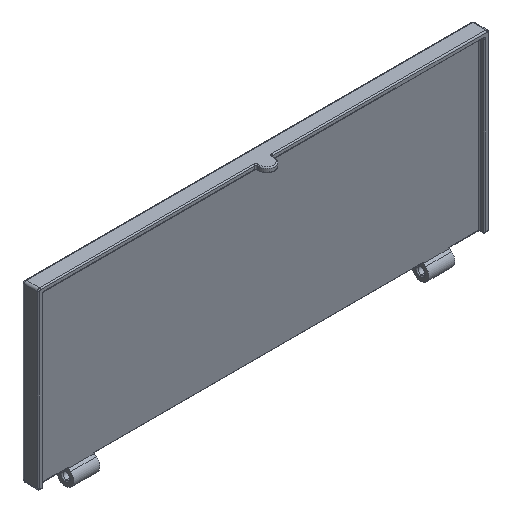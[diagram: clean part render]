
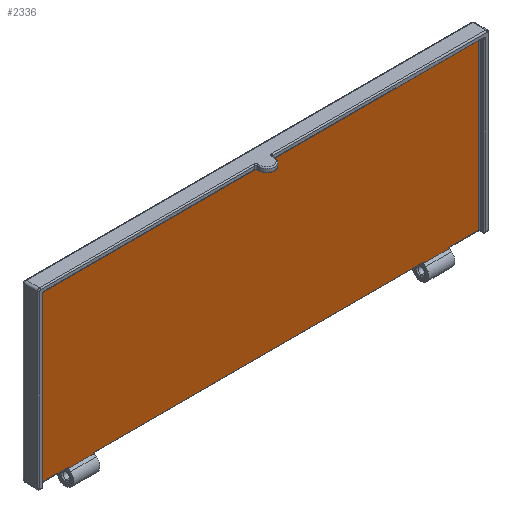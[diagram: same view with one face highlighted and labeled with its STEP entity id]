
A CAD part, isometric view. The second image highlights one B-rep face of the part: STEP entity #2336.
In plain terms, the highlighted planar face has unit normal (0, -1, 0).
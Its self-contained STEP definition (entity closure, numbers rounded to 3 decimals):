
#9 = VECTOR ( 'NONE', #238, 1000. ) ;
#16 = AXIS2_PLACEMENT_3D ( 'NONE', #1155, #930, #1654 ) ;
#63 = CARTESIAN_POINT ( 'NONE',  ( 138.4, 0., -61.6 ) ) ;
#71 = EDGE_LOOP ( 'NONE', ( #1555, #2712, #1572, #641, #1463, #1025, #160, #1844, #599, #728, #2772, #750 ) ) ;
#78 = LINE ( 'NONE', #743, #1276 ) ;
#94 = EDGE_CURVE ( 'NONE', #935, #2630, #2548, .T. ) ;
#160 = ORIENTED_EDGE ( 'NONE', *, *, #1577, .T. ) ;
#181 = LINE ( 'NONE', #2157, #1790 ) ;
#192 = LINE ( 'NONE', #2852, #2347 ) ;
#206 = LINE ( 'NONE', #244, #1693 ) ;
#238 = DIRECTION ( 'NONE',  ( -1., 0., 0. ) ) ;
#244 = CARTESIAN_POINT ( 'NONE',  ( 157.8, 0., 0. ) ) ;
#290 = VECTOR ( 'NONE', #314, 1000. ) ;
#314 = DIRECTION ( 'NONE',  ( 0., 0., 1. ) ) ;
#315 = FACE_OUTER_BOUND ( 'NONE', #71, .T. ) ;
#438 = CARTESIAN_POINT ( 'NONE',  ( 157.8, 0., -2.2 ) ) ;
#486 = LINE ( 'NONE', #1601, #9 ) ;
#521 = LINE ( 'NONE', #1399, #2350 ) ;
#551 = CARTESIAN_POINT ( 'NONE',  ( 157.8, 0., -61.6 ) ) ;
#599 = ORIENTED_EDGE ( 'NONE', *, *, #1900, .T. ) ;
#601 = VERTEX_POINT ( 'NONE', #2745 ) ;
#641 = ORIENTED_EDGE ( 'NONE', *, *, #835, .T. ) ;
#724 = VERTEX_POINT ( 'NONE', #1337 ) ;
#728 = ORIENTED_EDGE ( 'NONE', *, *, #2169, .T. ) ;
#743 = CARTESIAN_POINT ( 'NONE',  ( 138.4, 0., 0. ) ) ;
#750 = ORIENTED_EDGE ( 'NONE', *, *, #2111, .T. ) ;
#768 = EDGE_CURVE ( 'NONE', #724, #1236, #1011, .T. ) ;
#835 = EDGE_CURVE ( 'NONE', #1295, #2854, #78, .T. ) ;
#848 = CARTESIAN_POINT ( 'NONE',  ( 12.4, 0., -61.6 ) ) ;
#888 = VERTEX_POINT ( 'NONE', #551 ) ;
#904 = CARTESIAN_POINT ( 'NONE',  ( 12.4, 0., -61.6 ) ) ;
#930 = DIRECTION ( 'NONE',  ( 0., -1., 0. ) ) ;
#935 = VERTEX_POINT ( 'NONE', #1945 ) ;
#960 = CARTESIAN_POINT ( 'NONE',  ( 147.6, 0., 0. ) ) ;
#1011 = LINE ( 'NONE', #1642, #2163 ) ;
#1025 = ORIENTED_EDGE ( 'NONE', *, *, #94, .T. ) ;
#1086 = DIRECTION ( 'NONE',  ( 0., 0., -1. ) ) ;
#1097 = EDGE_CURVE ( 'NONE', #1236, #1295, #1611, .T. ) ;
#1098 = DIRECTION ( 'NONE',  ( 0., 0., 1. ) ) ;
#1113 = VECTOR ( 'NONE', #2224, 1000. ) ;
#1155 = CARTESIAN_POINT ( 'NONE',  ( 0., 0., 0. ) ) ;
#1166 = CARTESIAN_POINT ( 'NONE',  ( 2.2, 0., -61.6 ) ) ;
#1171 = DIRECTION ( 'NONE',  ( 1., 0., 0. ) ) ;
#1211 = PLANE ( 'NONE',  #16 ) ;
#1236 = VERTEX_POINT ( 'NONE', #2332 ) ;
#1276 = VECTOR ( 'NONE', #2529, 1000. ) ;
#1295 = VERTEX_POINT ( 'NONE', #63 ) ;
#1337 = CARTESIAN_POINT ( 'NONE',  ( 21.6, 0., -62. ) ) ;
#1397 = CARTESIAN_POINT ( 'NONE',  ( 12.4, 0., -62. ) ) ;
#1399 = CARTESIAN_POINT ( 'NONE',  ( 138.4, 0., -62. ) ) ;
#1438 = DIRECTION ( 'NONE',  ( 1., 0., 0. ) ) ;
#1463 = ORIENTED_EDGE ( 'NONE', *, *, #2399, .T. ) ;
#1506 = VERTEX_POINT ( 'NONE', #904 ) ;
#1555 = ORIENTED_EDGE ( 'NONE', *, *, #1703, .F. ) ;
#1572 = ORIENTED_EDGE ( 'NONE', *, *, #1097, .T. ) ;
#1577 = EDGE_CURVE ( 'NONE', #2630, #888, #1635, .T. ) ;
#1601 = CARTESIAN_POINT ( 'NONE',  ( 0., 0., -2.2 ) ) ;
#1607 = CARTESIAN_POINT ( 'NONE',  ( 21.6, 0., -62. ) ) ;
#1611 = LINE ( 'NONE', #2716, #1113 ) ;
#1619 = VERTEX_POINT ( 'NONE', #1397 ) ;
#1635 = LINE ( 'NONE', #1864, #2369 ) ;
#1642 = CARTESIAN_POINT ( 'NONE',  ( 21.6, 0., 0. ) ) ;
#1654 = DIRECTION ( 'NONE',  ( 0., 0., -1. ) ) ;
#1693 = VECTOR ( 'NONE', #1098, 1000. ) ;
#1703 = EDGE_CURVE ( 'NONE', #724, #1619, #1895, .T. ) ;
#1705 = CARTESIAN_POINT ( 'NONE',  ( 138.4, 0., -62. ) ) ;
#1790 = VECTOR ( 'NONE', #2645, 1000. ) ;
#1844 = ORIENTED_EDGE ( 'NONE', *, *, #2608, .T. ) ;
#1864 = CARTESIAN_POINT ( 'NONE',  ( 158.2, 0., -61.6 ) ) ;
#1895 = LINE ( 'NONE', #1607, #2278 ) ;
#1900 = EDGE_CURVE ( 'NONE', #2272, #601, #486, .T. ) ;
#1936 = LINE ( 'NONE', #848, #2673 ) ;
#1945 = CARTESIAN_POINT ( 'NONE',  ( 147.6, 0., -62. ) ) ;
#1960 = DIRECTION ( 'NONE',  ( 1., 0., 0. ) ) ;
#2108 = DIRECTION ( 'NONE',  ( 0., 0., 1. ) ) ;
#2111 = EDGE_CURVE ( 'NONE', #1506, #1619, #192, .T. ) ;
#2157 = CARTESIAN_POINT ( 'NONE',  ( 2.2, 0., 0. ) ) ;
#2163 = VECTOR ( 'NONE', #2108, 1000. ) ;
#2169 = EDGE_CURVE ( 'NONE', #601, #2784, #181, .T. ) ;
#2188 = EDGE_CURVE ( 'NONE', #2784, #1506, #1936, .T. ) ;
#2224 = DIRECTION ( 'NONE',  ( 1., 0., 0. ) ) ;
#2272 = VERTEX_POINT ( 'NONE', #438 ) ;
#2278 = VECTOR ( 'NONE', #2491, 1000. ) ;
#2332 = CARTESIAN_POINT ( 'NONE',  ( 21.6, 0., -61.6 ) ) ;
#2336 = ADVANCED_FACE ( 'NONE', ( #315 ), #1211, .T. ) ;
#2347 = VECTOR ( 'NONE', #1086, 1000. ) ;
#2350 = VECTOR ( 'NONE', #1171, 1000. ) ;
#2369 = VECTOR ( 'NONE', #1438, 1000. ) ;
#2399 = EDGE_CURVE ( 'NONE', #2854, #935, #521, .T. ) ;
#2447 = CARTESIAN_POINT ( 'NONE',  ( 147.6, 0., -61.6 ) ) ;
#2491 = DIRECTION ( 'NONE',  ( -1., 0., 0. ) ) ;
#2529 = DIRECTION ( 'NONE',  ( 0., 0., -1. ) ) ;
#2548 = LINE ( 'NONE', #960, #290 ) ;
#2608 = EDGE_CURVE ( 'NONE', #888, #2272, #206, .T. ) ;
#2630 = VERTEX_POINT ( 'NONE', #2447 ) ;
#2645 = DIRECTION ( 'NONE',  ( 0., 0., -1. ) ) ;
#2673 = VECTOR ( 'NONE', #1960, 1000. ) ;
#2712 = ORIENTED_EDGE ( 'NONE', *, *, #768, .T. ) ;
#2716 = CARTESIAN_POINT ( 'NONE',  ( 138.4, 0., -61.6 ) ) ;
#2745 = CARTESIAN_POINT ( 'NONE',  ( 2.2, 0., -2.2 ) ) ;
#2772 = ORIENTED_EDGE ( 'NONE', *, *, #2188, .T. ) ;
#2784 = VERTEX_POINT ( 'NONE', #1166 ) ;
#2852 = CARTESIAN_POINT ( 'NONE',  ( 12.4, 0., 0. ) ) ;
#2854 = VERTEX_POINT ( 'NONE', #1705 ) ;
